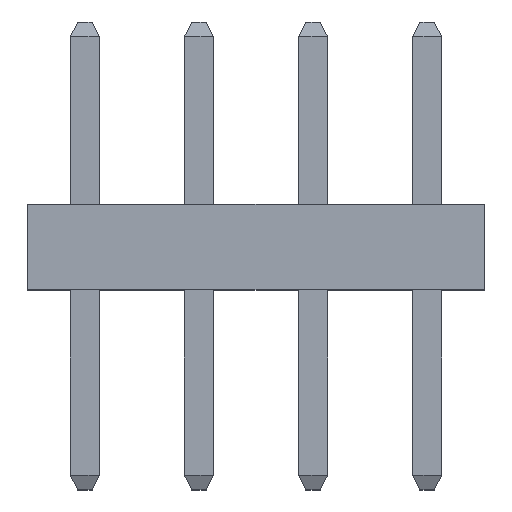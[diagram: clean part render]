
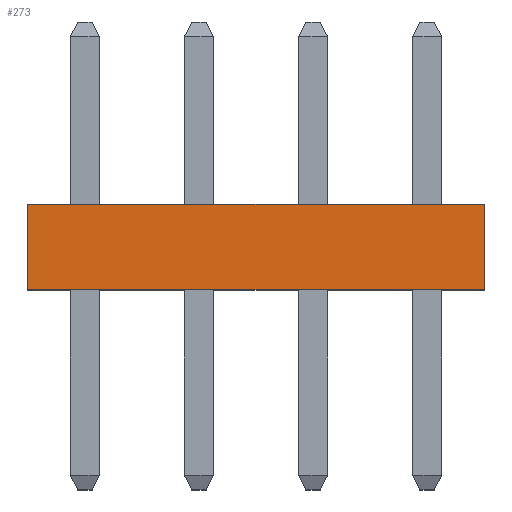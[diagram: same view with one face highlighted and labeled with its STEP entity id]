
A CAD part, top view. The second image highlights one B-rep face of the part: STEP entity #273.
In plain terms, the highlighted planar face has unit normal (0, 0, 1).
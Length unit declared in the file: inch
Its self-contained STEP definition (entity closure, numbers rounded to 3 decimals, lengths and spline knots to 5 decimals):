
#273 = ADVANCED_FACE( '', ( #573 ), #574, .F. );
#573 = FACE_OUTER_BOUND( '', #925, .T. );
#574 = PLANE( '', #926 );
#925 = EDGE_LOOP( '', ( #1486, #1487, #1488, #1489 ) );
#926 = AXIS2_PLACEMENT_3D( '', #1490, #1491, #1492 );
#1486 = ORIENTED_EDGE( '', *, *, #2278, .T. );
#1487 = ORIENTED_EDGE( '', *, *, #2279, .F. );
#1488 = ORIENTED_EDGE( '', *, *, #2280, .F. );
#1489 = ORIENTED_EDGE( '', *, *, #2267, .T. );
#1490 = CARTESIAN_POINT( '', ( -0.15748, 0.059, 0.039 ) );
#1491 = DIRECTION( '', ( 0., 0., -1. ) );
#1492 = DIRECTION( '', ( -1., 0., 0. ) );
#2267 = EDGE_CURVE( '', #2748, #2746, #2749, .T. );
#2278 = EDGE_CURVE( '', #2746, #2763, #2764, .T. );
#2279 = EDGE_CURVE( '', #2765, #2763, #2766, .T. );
#2280 = EDGE_CURVE( '', #2748, #2765, #2767, .T. );
#2746 = VERTEX_POINT( '', #3412 );
#2748 = VERTEX_POINT( '', #3415 );
#2749 = LINE( '', #3416, #3417 );
#2763 = VERTEX_POINT( '', #3438 );
#2764 = LINE( '', #3439, #3440 );
#2765 = VERTEX_POINT( '', #3441 );
#2766 = LINE( '', #3442, #3443 );
#2767 = LINE( '', #3444, #3445 );
#3412 = CARTESIAN_POINT( '', ( -0.15748, 0., 0.039 ) );
#3415 = CARTESIAN_POINT( '', ( -0.15748, 0.059, 0.039 ) );
#3416 = CARTESIAN_POINT( '', ( -0.15748, 0.059, 0.039 ) );
#3417 = VECTOR( '', #3897, 39.37008 );
#3438 = CARTESIAN_POINT( '', ( 0.15748, 0., 0.039 ) );
#3439 = CARTESIAN_POINT( '', ( -0.15748, 0., 0.039 ) );
#3440 = VECTOR( '', #3905, 39.37008 );
#3441 = CARTESIAN_POINT( '', ( 0.15748, 0.059, 0.039 ) );
#3442 = CARTESIAN_POINT( '', ( 0.15748, 0.059, 0.039 ) );
#3443 = VECTOR( '', #3906, 39.37008 );
#3444 = CARTESIAN_POINT( '', ( -0.15748, 0.059, 0.039 ) );
#3445 = VECTOR( '', #3907, 39.37008 );
#3897 = DIRECTION( '', ( 0., -1., 0. ) );
#3905 = DIRECTION( '', ( 1., 0., 0. ) );
#3906 = DIRECTION( '', ( 0., -1., 0. ) );
#3907 = DIRECTION( '', ( 1., 0., 0. ) );
